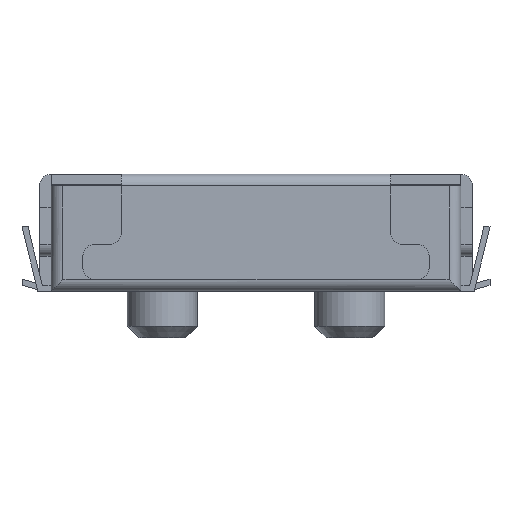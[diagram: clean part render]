
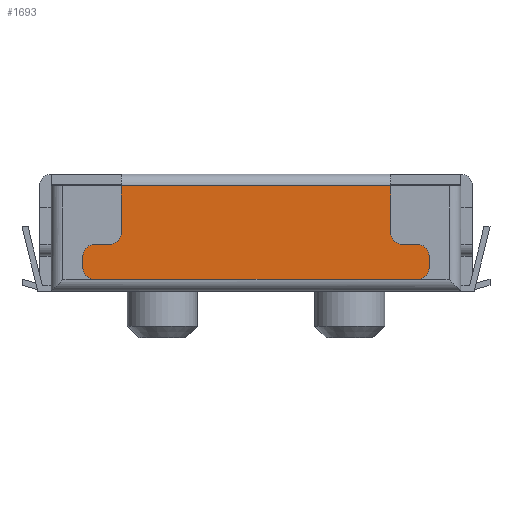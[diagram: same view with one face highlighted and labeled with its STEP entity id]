
A CAD part, front view. The second image highlights one B-rep face of the part: STEP entity #1693.
In plain terms, the highlighted planar face has unit normal (0, -1, 0).
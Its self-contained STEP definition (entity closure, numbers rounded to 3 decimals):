
#59 = CARTESIAN_POINT ( 'NONE',  ( -1.15, -1.75, 0.4 ) ) ;
#150 = CIRCLE ( 'NONE', #21231, 0.1 ) ;
#203 = CARTESIAN_POINT ( 'NONE',  ( 1.15, -1.75, 0.9 ) ) ;
#249 = ORIENTED_EDGE ( 'NONE', *, *, #7942, .F. ) ;
#253 = CARTESIAN_POINT ( 'NONE',  ( 1.38, -1.75, 0.2 ) ) ;
#297 = EDGE_CURVE ( 'NONE', #1968, #18213, #19835, .T. ) ;
#348 = EDGE_CURVE ( 'NONE', #7172, #16902, #3259, .T. ) ;
#576 = DIRECTION ( 'NONE',  ( 0., 0., -1. ) ) ;
#780 = CARTESIAN_POINT ( 'NONE',  ( -1.25, -1.75, 0.5 ) ) ;
#1143 = FACE_OUTER_BOUND ( 'NONE', #21372, .T. ) ;
#1262 = VERTEX_POINT ( 'NONE', #11051 ) ;
#1411 = ORIENTED_EDGE ( 'NONE', *, *, #20020, .T. ) ;
#1537 = ORIENTED_EDGE ( 'NONE', *, *, #7901, .T. ) ;
#1693 = ADVANCED_FACE ( 'NONE', ( #1143 ), #21140, .T. ) ;
#1839 = VECTOR ( 'NONE', #20299, 1000. ) ;
#1968 = VERTEX_POINT ( 'NONE', #16548 ) ;
#1978 = DIRECTION ( 'NONE',  ( 0., -1., 0. ) ) ;
#2795 = CARTESIAN_POINT ( 'NONE',  ( -1.38, -1.75, 0.3 ) ) ;
#2877 = CIRCLE ( 'NONE', #7022, 0.1 ) ;
#2889 = LINE ( 'NONE', #17704, #19757 ) ;
#3089 = ORIENTED_EDGE ( 'NONE', *, *, #14897, .T. ) ;
#3259 = CIRCLE ( 'NONE', #11908, 0.1 ) ;
#3471 = ORIENTED_EDGE ( 'NONE', *, *, #11951, .T. ) ;
#3610 = CARTESIAN_POINT ( 'NONE',  ( 1.38, -1.75, 0.3 ) ) ;
#3870 = AXIS2_PLACEMENT_3D ( 'NONE', #780, #7604, #15697 ) ;
#4165 = DIRECTION ( 'NONE',  ( 0., 0., -1. ) ) ;
#4215 = ORIENTED_EDGE ( 'NONE', *, *, #13195, .F. ) ;
#4415 = LINE ( 'NONE', #12515, #8741 ) ;
#4554 = CARTESIAN_POINT ( 'NONE',  ( 1.15, -1.75, 0.4 ) ) ;
#5124 = LINE ( 'NONE', #6884, #1839 ) ;
#5398 = EDGE_CURVE ( 'NONE', #7172, #18213, #5124, .T. ) ;
#5819 = CARTESIAN_POINT ( 'NONE',  ( -1.15, -1.75, 0.5 ) ) ;
#5910 = CARTESIAN_POINT ( 'NONE',  ( -1.15, -1.75, 0.9 ) ) ;
#6055 = DIRECTION ( 'NONE',  ( 0., 0., -1. ) ) ;
#6077 = CARTESIAN_POINT ( 'NONE',  ( 1.15, -1.75, 0.1 ) ) ;
#6113 = CARTESIAN_POINT ( 'NONE',  ( -1.15, -1.75, 0.1 ) ) ;
#6326 = DIRECTION ( 'NONE',  ( 0., -1., 0. ) ) ;
#6342 = ORIENTED_EDGE ( 'NONE', *, *, #10695, .T. ) ;
#6749 = DIRECTION ( 'NONE',  ( 0., 0., -1. ) ) ;
#6787 = EDGE_CURVE ( 'NONE', #18254, #7839, #20251, .T. ) ;
#6849 = DIRECTION ( 'NONE',  ( 0., -1., 0. ) ) ;
#6884 = CARTESIAN_POINT ( 'NONE',  ( 1.48, -1.75, 0.1 ) ) ;
#7022 = AXIS2_PLACEMENT_3D ( 'NONE', #2795, #11029, #6055 ) ;
#7160 = EDGE_CURVE ( 'NONE', #13888, #8618, #14872, .T. ) ;
#7172 = VERTEX_POINT ( 'NONE', #8873 ) ;
#7240 = ORIENTED_EDGE ( 'NONE', *, *, #5398, .F. ) ;
#7604 = DIRECTION ( 'NONE',  ( 0., 1., 0. ) ) ;
#7728 = VERTEX_POINT ( 'NONE', #11901 ) ;
#7839 = VERTEX_POINT ( 'NONE', #5910 ) ;
#7868 = CARTESIAN_POINT ( 'NONE',  ( -1.48, -1.75, 0.3 ) ) ;
#7901 = EDGE_CURVE ( 'NONE', #8185, #13888, #4415, .T. ) ;
#7942 = EDGE_CURVE ( 'NONE', #20538, #7839, #2889, .T. ) ;
#8185 = VERTEX_POINT ( 'NONE', #7868 ) ;
#8234 = EDGE_CURVE ( 'NONE', #8618, #1968, #16574, .T. ) ;
#8277 = DIRECTION ( 'NONE',  ( 1., 0., 0. ) ) ;
#8403 = ORIENTED_EDGE ( 'NONE', *, *, #7160, .T. ) ;
#8480 = CARTESIAN_POINT ( 'NONE',  ( -1.15, -1.75, 0.9 ) ) ;
#8618 = VERTEX_POINT ( 'NONE', #14433 ) ;
#8741 = VECTOR ( 'NONE', #11015, 1000. ) ;
#8873 = CARTESIAN_POINT ( 'NONE',  ( 1.48, -1.75, 0.3 ) ) ;
#9062 = CARTESIAN_POINT ( 'NONE',  ( 1.15, -1.75, 0.5 ) ) ;
#9609 = DIRECTION ( 'NONE',  ( 0., 0., 1. ) ) ;
#9848 = VERTEX_POINT ( 'NONE', #17998 ) ;
#9917 = ORIENTED_EDGE ( 'NONE', *, *, #297, .T. ) ;
#10691 = DIRECTION ( 'NONE',  ( 0., 0., -1. ) ) ;
#10695 = EDGE_CURVE ( 'NONE', #1262, #9848, #14731, .T. ) ;
#10914 = DIRECTION ( 'NONE',  ( 0., -1., 0. ) ) ;
#10973 = CARTESIAN_POINT ( 'NONE',  ( 1.38, -1.75, 0.4 ) ) ;
#11015 = DIRECTION ( 'NONE',  ( 0., 0., -1. ) ) ;
#11029 = DIRECTION ( 'NONE',  ( 0., -1., 0. ) ) ;
#11051 = CARTESIAN_POINT ( 'NONE',  ( -1.25, -1.75, 0.4 ) ) ;
#11849 = CARTESIAN_POINT ( 'NONE',  ( 1.25, -1.75, 0.5 ) ) ;
#11901 = CARTESIAN_POINT ( 'NONE',  ( 1.25, -1.75, 0.4 ) ) ;
#11908 = AXIS2_PLACEMENT_3D ( 'NONE', #3610, #1978, #576 ) ;
#11951 = EDGE_CURVE ( 'NONE', #12924, #18254, #12976, .T. ) ;
#12515 = CARTESIAN_POINT ( 'NONE',  ( -1.48, -1.75, 0.1 ) ) ;
#12580 = VECTOR ( 'NONE', #17648, 1000. ) ;
#12669 = DIRECTION ( 'NONE',  ( 0., 0., 1. ) ) ;
#12924 = VERTEX_POINT ( 'NONE', #9062 ) ;
#12976 = LINE ( 'NONE', #6077, #13163 ) ;
#13080 = LINE ( 'NONE', #4554, #12580 ) ;
#13163 = VECTOR ( 'NONE', #12669, 1000. ) ;
#13195 = EDGE_CURVE ( 'NONE', #7728, #16902, #13080, .T. ) ;
#13888 = VERTEX_POINT ( 'NONE', #20870 ) ;
#13950 = ORIENTED_EDGE ( 'NONE', *, *, #17104, .T. ) ;
#14433 = CARTESIAN_POINT ( 'NONE',  ( -1.38, -1.75, 0.1 ) ) ;
#14521 = AXIS2_PLACEMENT_3D ( 'NONE', #20418, #10914, #10691 ) ;
#14731 = LINE ( 'NONE', #59, #17137 ) ;
#14836 = DIRECTION ( 'NONE',  ( -1., 0., 0. ) ) ;
#14864 = CARTESIAN_POINT ( 'NONE',  ( 1.48, -1.75, 0.2 ) ) ;
#14872 = CIRCLE ( 'NONE', #14521, 0.1 ) ;
#14897 = EDGE_CURVE ( 'NONE', #7728, #12924, #150, .T. ) ;
#14899 = AXIS2_PLACEMENT_3D ( 'NONE', #6113, #6326, #4165 ) ;
#14947 = DIRECTION ( 'NONE',  ( 0., 0., -1. ) ) ;
#15098 = VECTOR ( 'NONE', #8277, 1000. ) ;
#15354 = DIRECTION ( 'NONE',  ( -1., 0., 0. ) ) ;
#15697 = DIRECTION ( 'NONE',  ( 0., 0., -1. ) ) ;
#15930 = VECTOR ( 'NONE', #15354, 1000. ) ;
#16548 = CARTESIAN_POINT ( 'NONE',  ( 1.38, -1.75, 0.1 ) ) ;
#16574 = LINE ( 'NONE', #17213, #15098 ) ;
#16902 = VERTEX_POINT ( 'NONE', #10973 ) ;
#17095 = AXIS2_PLACEMENT_3D ( 'NONE', #253, #6849, #6749 ) ;
#17104 = EDGE_CURVE ( 'NONE', #20538, #1262, #19035, .T. ) ;
#17137 = VECTOR ( 'NONE', #14836, 1000. ) ;
#17213 = CARTESIAN_POINT ( 'NONE',  ( -1.15, -1.75, 0.1 ) ) ;
#17225 = ORIENTED_EDGE ( 'NONE', *, *, #8234, .T. ) ;
#17235 = ORIENTED_EDGE ( 'NONE', *, *, #6787, .T. ) ;
#17648 = DIRECTION ( 'NONE',  ( 1., 0., 0. ) ) ;
#17704 = CARTESIAN_POINT ( 'NONE',  ( -1.15, -1.75, 0.1 ) ) ;
#17998 = CARTESIAN_POINT ( 'NONE',  ( -1.38, -1.75, 0.4 ) ) ;
#18119 = ORIENTED_EDGE ( 'NONE', *, *, #348, .T. ) ;
#18213 = VERTEX_POINT ( 'NONE', #14864 ) ;
#18254 = VERTEX_POINT ( 'NONE', #203 ) ;
#19035 = CIRCLE ( 'NONE', #3870, 0.1 ) ;
#19618 = DIRECTION ( 'NONE',  ( 0., 1., 0. ) ) ;
#19757 = VECTOR ( 'NONE', #9609, 1000. ) ;
#19835 = CIRCLE ( 'NONE', #17095, 0.1 ) ;
#20020 = EDGE_CURVE ( 'NONE', #9848, #8185, #2877, .T. ) ;
#20251 = LINE ( 'NONE', #8480, #15930 ) ;
#20299 = DIRECTION ( 'NONE',  ( 0., 0., -1. ) ) ;
#20418 = CARTESIAN_POINT ( 'NONE',  ( -1.38, -1.75, 0.2 ) ) ;
#20538 = VERTEX_POINT ( 'NONE', #5819 ) ;
#20870 = CARTESIAN_POINT ( 'NONE',  ( -1.48, -1.75, 0.2 ) ) ;
#21140 = PLANE ( 'NONE',  #14899 ) ;
#21231 = AXIS2_PLACEMENT_3D ( 'NONE', #11849, #19618, #14947 ) ;
#21372 = EDGE_LOOP ( 'NONE', ( #17225, #9917, #7240, #18119, #4215, #3089, #3471, #17235, #249, #13950, #6342, #1411, #1537, #8403 ) ) ;
